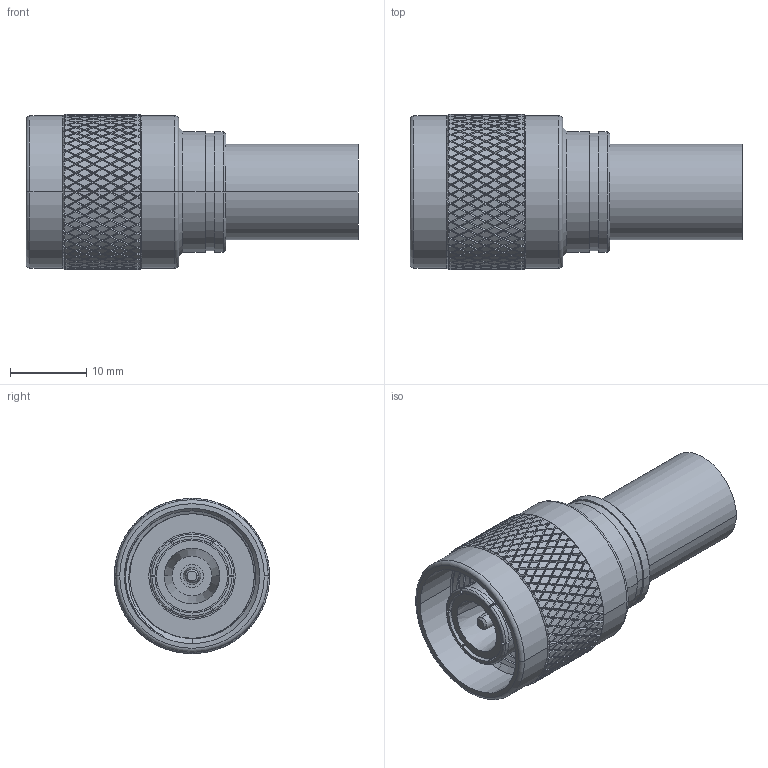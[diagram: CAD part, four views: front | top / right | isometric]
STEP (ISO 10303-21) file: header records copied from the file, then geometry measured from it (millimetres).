
FILE_DESCRIPTION (( 'STEP AP203' ), '1' );
FILE_NAME ('PE4232.step', '2018-10-03T22:18:47', ( '' ), ( '' ), 'SwSTEP 2.0', 'SolidWorks 2017', '' );
FILE_SCHEMA (( 'CONFIG_CONTROL_DESIGN' ));
Length unit declared in the file: inch
Products named in the file (1): PE4232
Bounding box: 43.5 x 20.32 x 20.32 mm (x, y, z)
Volume: 5824.1 mm3; surface area: 6217.8 mm2
Topology: 1 solids, 1 shells, 2839 faces, 6148 edges, 3325 vertices
Faces by surface type: bspline 2043, cylinder 620, plane 148, cone 18, torus 10
Entity records: 108231 total; most frequent: CARTESIAN_POINT 69977, ORIENTED_EDGE 12296, EDGE_CURVE 6148, VERTEX_POINT 3325, EDGE_LOOP 2853, FACE_OUTER_BOUND 2839, ADVANCED_FACE 2839, DIRECTION 2624
